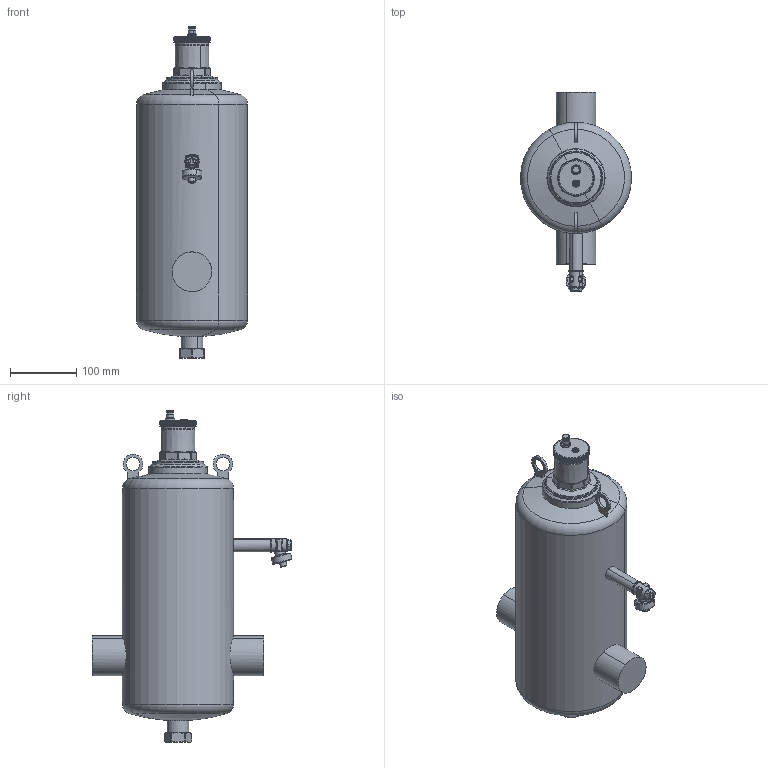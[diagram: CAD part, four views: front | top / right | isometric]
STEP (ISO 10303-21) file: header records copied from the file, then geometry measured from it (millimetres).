
FILE_DESCRIPTION(('CATIA V5 STEP Exchange'),'2;1');
FILE_NAME('STEP_551051_-_TST.stp','2019-09-05T13:25:05+00:00',('none'),('none'),'CATIA Version 5-6 Release 2016 SP4','CATIA V5 STEP AP203','none');
FILE_SCHEMA(('CONFIG_CONTROL_DESIGN'));
Length unit declared in the file: millimetre
Products named in the file (1): 551051 - TST
Bounding box: 167.95 x 302.39 x 502.23 mm (x, y, z)
Volume: 8595630.1 mm3; surface area: 275763 mm2
Topology: 1 solids, 2 shells, 1206 faces, 3217 edges, 2009 vertices
Faces by surface type: cylinder 560, plane 361, bspline 127, torus 64, cone 55, sphere 39
Entity records: 45760 total; most frequent: CARTESIAN_POINT 20310, ORIENTED_EDGE 6378, DIRECTION 3419, EDGE_CURVE 3189, VERTEX_POINT 2009, AXIS2_PLACEMENT_3D 1521, B_SPLINE_CURVE_WITH_KNOTS 1468, EDGE_LOOP 1232
